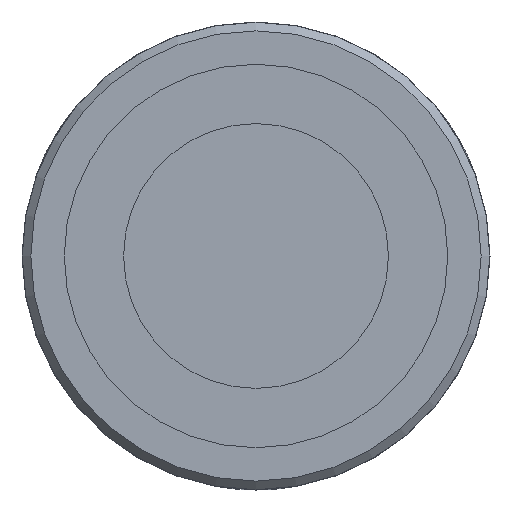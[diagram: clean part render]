
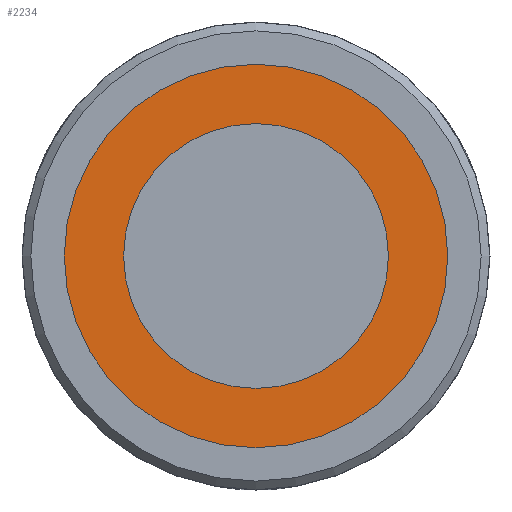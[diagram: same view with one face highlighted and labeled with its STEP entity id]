
A CAD part, left-side view. The second image highlights one B-rep face of the part: STEP entity #2234.
In plain terms, the highlighted planar face has unit normal (-1, 0, 0).
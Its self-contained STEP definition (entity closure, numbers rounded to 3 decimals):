
#86 = DIRECTION ( 'NONE',  ( 1., 0., 0. ) ) ;
#130 = DIRECTION ( 'NONE',  ( 1., 0., 0. ) ) ;
#154 = CIRCLE ( 'NONE', #1193, 16.65 ) ;
#242 = DIRECTION ( 'NONE',  ( 0., 0., -1. ) ) ;
#382 = ORIENTED_EDGE ( 'NONE', *, *, #1104, .F. ) ;
#434 = CARTESIAN_POINT ( 'NONE',  ( -7.061, 0., 0. ) ) ;
#633 = CARTESIAN_POINT ( 'NONE',  ( -7.061, 50.305, 106.996 ) ) ;
#678 = AXIS2_PLACEMENT_3D ( 'NONE', #434, #86, #242 ) ;
#756 = PLANE ( 'NONE',  #678 ) ;
#764 = FACE_OUTER_BOUND ( 'NONE', #1031, .T. ) ;
#1019 = DIRECTION ( 'NONE',  ( 0., 0., -1. ) ) ;
#1031 = EDGE_LOOP ( 'NONE', ( #382 ) ) ;
#1104 = EDGE_CURVE ( 'NONE', #1512, #1512, #154, .T. ) ;
#1193 = AXIS2_PLACEMENT_3D ( 'NONE', #633, #130, #1019 ) ;
#1306 = CARTESIAN_POINT ( 'NONE',  ( -7.061, 50.305, 90.346 ) ) ;
#1512 = VERTEX_POINT ( 'NONE', #1306 ) ;
#2234 = ADVANCED_FACE ( 'NONE', ( #764 ), #756, .F. ) ;
